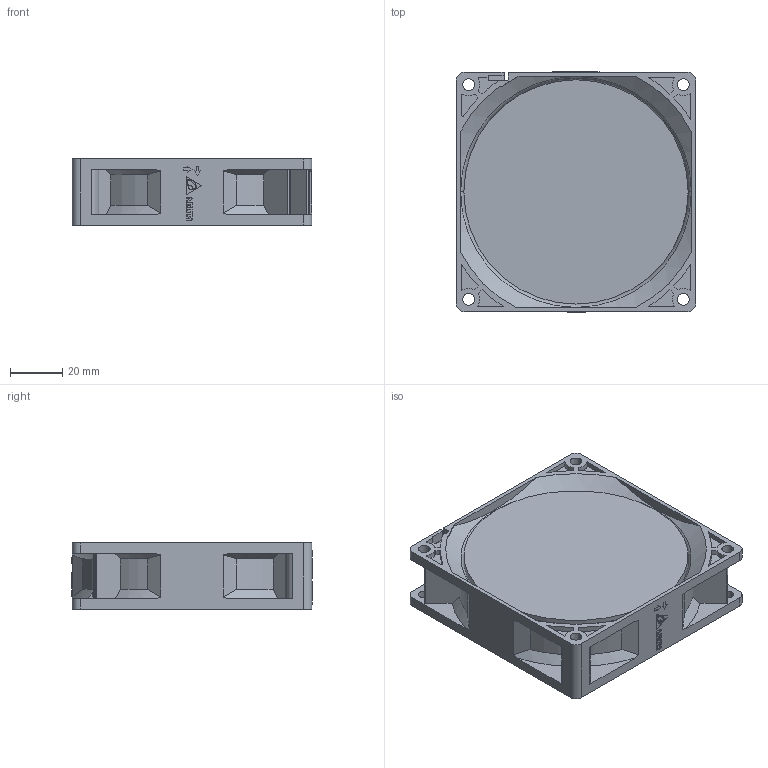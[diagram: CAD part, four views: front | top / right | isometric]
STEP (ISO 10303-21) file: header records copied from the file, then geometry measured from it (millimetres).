
FILE_DESCRIPTION (( 'STEP AP203' ), '1' );
FILE_NAME ('QFR0912GJ-00P0_3D.STEP', '2021-09-13T01:04:00', ( '' ), ( '' ), 'SwSTEP 2.0', 'SolidWorks 2016', '' );
FILE_SCHEMA (( 'CONFIG_CONTROL_DESIGN' ));
Products named in the file (1): QFR0912GJ-00P0_3D
Bounding box: 92 x 92.4 x 25.4 mm (x, y, z)
Volume: 154454.4 mm3; surface area: 37199.6 mm2
Topology: 1 solids, 1 shells, 820 faces, 2229 edges, 1476 vertices
Faces by surface type: plane 471, cylinder 208, bspline 104, cone 25, torus 9, sphere 3
Entity records: 35501 total; most frequent: CARTESIAN_POINT 15246, ORIENTED_EDGE 4454, DIRECTION 3779, EDGE_CURVE 2227, VERTEX_POINT 1475, LINE 1435, VECTOR 1435, AXIS2_PLACEMENT_3D 1172
